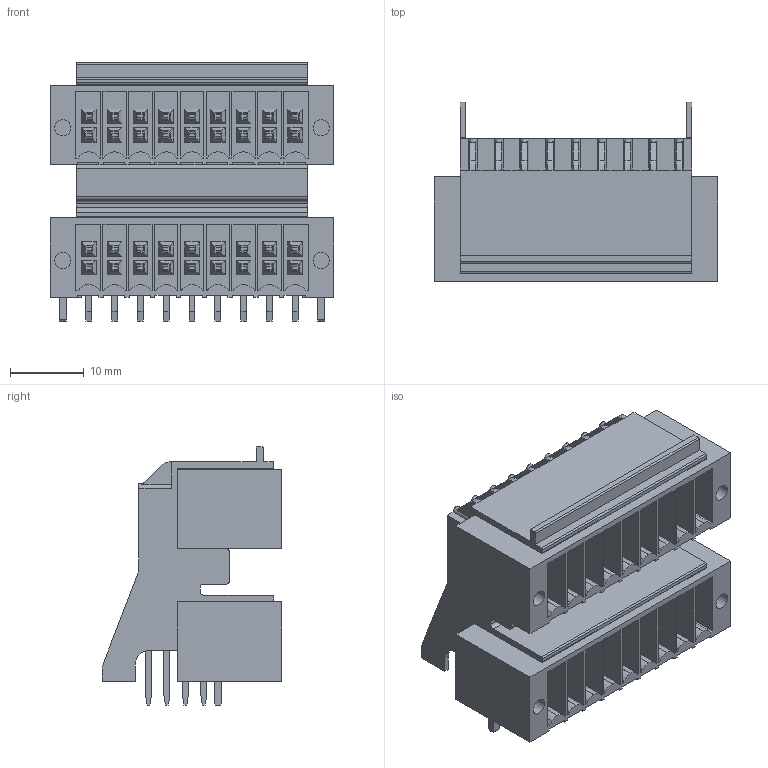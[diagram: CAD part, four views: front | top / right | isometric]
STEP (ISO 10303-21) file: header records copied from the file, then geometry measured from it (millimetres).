
FILE_DESCRIPTION(('CATIA V5 STEP Exchange','CAx-IF Rec.Pracs.--- Model Styling and Organization---1.2---2011-12-15'),'2;1');
FILE_NAME ('D1451392_0', '2018-09-17T16:50:32+00:00', ('none'), ('Weidmueller'), 'CATIA Version 5-6 Release 2014', 'CATIA V5 STEP AP214', 'none');
FILE_SCHEMA(('AUTOMOTIVE_DESIGN { 1 0 10303 214 1 1 1 1 }'));
Length unit declared in the file: millimetre
Products named in the file (1): 1357990000
Bounding box: 38.5 x 24.4 x 35 mm (x, y, z)
Volume: 13613.4 mm3; surface area: 16586.5 mm2
Topology: 39 solids, 39 shells, 1261 faces, 3332 edges, 2198 vertices
Faces by surface type: plane 1167, cylinder 94
Entity records: 36133 total; most frequent: ORIENTED_EDGE 6664, CARTESIAN_POINT 6634, DIRECTION 4899, EDGE_CURVE 3332, VECTOR 2962, LINE 2962, VERTEX_POINT 2198, EDGE_LOOP 1382
